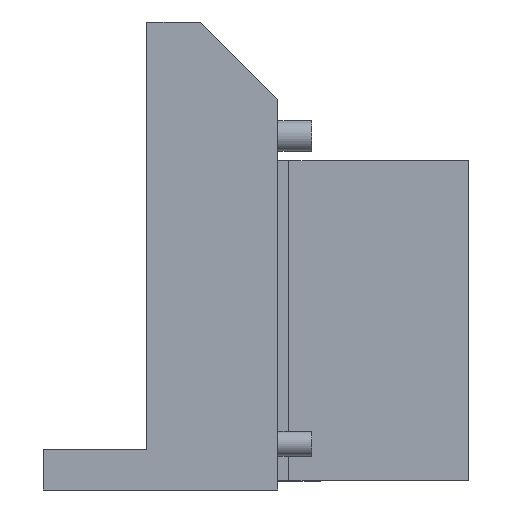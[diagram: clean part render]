
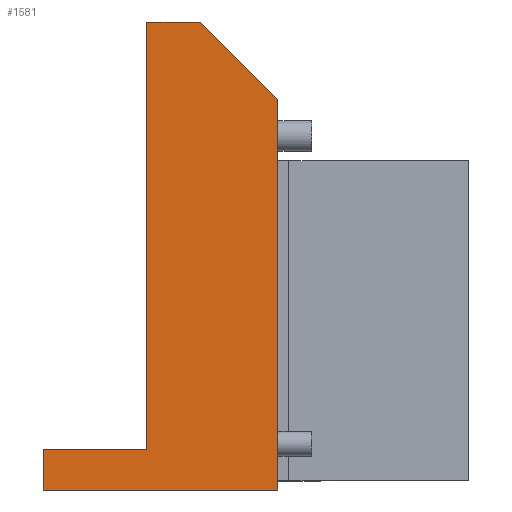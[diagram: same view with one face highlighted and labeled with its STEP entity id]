
A CAD part, left-side view. The second image highlights one B-rep face of the part: STEP entity #1581.
In plain terms, the highlighted planar face has unit normal (-1, 0, 0).
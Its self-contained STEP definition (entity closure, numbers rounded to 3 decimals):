
#126=FACE_OUTER_BOUND('',#225,.T.);
#225=EDGE_LOOP('',(#1386,#1387,#1388,#1389,#1390,#1391,#1392));
#391=LINE('',#2470,#592);
#400=LINE('',#2487,#601);
#402=LINE('',#2491,#603);
#404=LINE('',#2495,#605);
#406=LINE('',#2499,#607);
#409=LINE('',#2505,#610);
#419=LINE('',#2524,#620);
#592=VECTOR('',#2028,10.);
#601=VECTOR('',#2041,10.);
#603=VECTOR('',#2045,10.);
#605=VECTOR('',#2049,10.);
#607=VECTOR('',#2053,10.);
#610=VECTOR('',#2058,10.);
#620=VECTOR('',#2078,10.);
#753=VERTEX_POINT('',#2467);
#754=VERTEX_POINT('',#2469);
#760=VERTEX_POINT('',#2485);
#761=VERTEX_POINT('',#2489);
#762=VERTEX_POINT('',#2493);
#763=VERTEX_POINT('',#2497);
#765=VERTEX_POINT('',#2504);
#949=EDGE_CURVE('',#753,#754,#391,.T.);
#958=EDGE_CURVE('',#754,#760,#400,.T.);
#960=EDGE_CURVE('',#760,#761,#402,.T.);
#962=EDGE_CURVE('',#761,#762,#404,.T.);
#964=EDGE_CURVE('',#762,#763,#406,.T.);
#967=EDGE_CURVE('',#763,#765,#409,.T.);
#977=EDGE_CURVE('',#765,#753,#419,.T.);
#1386=ORIENTED_EDGE('',*,*,#949,.F.);
#1387=ORIENTED_EDGE('',*,*,#977,.F.);
#1388=ORIENTED_EDGE('',*,*,#967,.F.);
#1389=ORIENTED_EDGE('',*,*,#964,.F.);
#1390=ORIENTED_EDGE('',*,*,#962,.F.);
#1391=ORIENTED_EDGE('',*,*,#960,.F.);
#1392=ORIENTED_EDGE('',*,*,#958,.F.);
#1494=PLANE('',#1702);
#1581=ADVANCED_FACE('',(#126),#1494,.F.);
#1702=AXIS2_PLACEMENT_3D('',#2528,#2084,#2085);
#2028=DIRECTION('',(0.,0.,1.));
#2041=DIRECTION('',(0.,-1.,0.));
#2045=DIRECTION('',(0.,-0.71,-0.704));
#2049=DIRECTION('',(0.,0.,-1.));
#2053=DIRECTION('',(0.,1.,0.));
#2058=DIRECTION('',(0.,0.,1.));
#2078=DIRECTION('',(0.,-1.,0.));
#2084=DIRECTION('center_axis',(1.,0.,0.));
#2085=DIRECTION('ref_axis',(0.,0.,-1.));
#2467=CARTESIAN_POINT('',(0.,213.,-314.));
#2469=CARTESIAN_POINT('',(0.,213.,380.));
#2470=CARTESIAN_POINT('',(0.,213.,-349.5));
#2485=CARTESIAN_POINT('',(0.,127.,380.));
#2487=CARTESIAN_POINT('',(0.,213.,380.));
#2489=CARTESIAN_POINT('',(0.,0.,254.));
#2491=CARTESIAN_POINT('',(0.,127.,380.));
#2493=CARTESIAN_POINT('',(0.,0.,-380.));
#2495=CARTESIAN_POINT('',(0.,0.,254.));
#2497=CARTESIAN_POINT('',(0.,381.,-380.));
#2499=CARTESIAN_POINT('',(0.,0.,-380.));
#2504=CARTESIAN_POINT('',(0.,381.,-314.));
#2505=CARTESIAN_POINT('',(0.,381.,-380.));
#2524=CARTESIAN_POINT('',(0.,381.,-314.));
#2528=CARTESIAN_POINT('Origin',(0.,190.5,0.));
